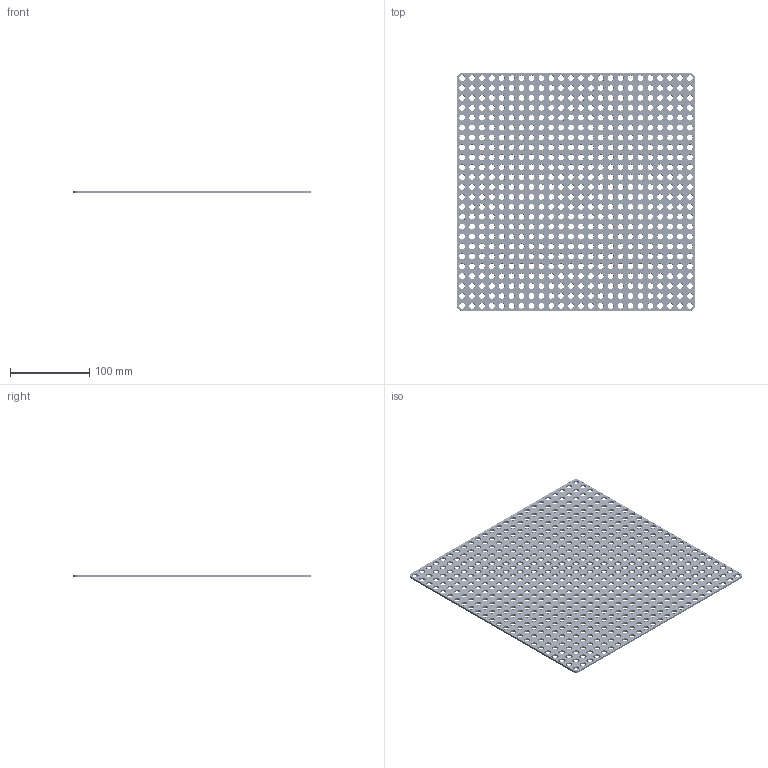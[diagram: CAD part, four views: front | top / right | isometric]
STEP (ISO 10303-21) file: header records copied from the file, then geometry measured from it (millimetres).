
FILE_DESCRIPTION(('FreeCAD Model'),'2;1');
FILE_NAME('Open CASCADE Shape Model','2024-01-31T15:21:24',(''),(''), 'Open CASCADE STEP processor 7.6','FreeCAD','Unknown');
FILE_SCHEMA(('AUTOMOTIVE_DESIGN { 1 0 10303 214 1 1 1 1 }'));
Products named in the file (1): Plate SQR CRNR BU24x00.25 - SPN-PLT-0059 (stemfie.org)
Bounding box: 300 x 300 x 3.12 mm (x, y, z)
Volume: 200519.1 mm3; surface area: 177731 mm2
Topology: 1 solids, 1 shells, 3384 faces, 7151 edges, 4378 vertices
Faces by surface type: cylinder 1160, cone 1160, plane 894, extrusion 170
Full cylindrical faces by diameter (mm): 7 x576, 9.2 x576
Entity records: 190243 total; most frequent: CARTESIAN_POINT 39803, DIRECTION 28997, VECTOR 14439, ORIENTED_EDGE 14302, PCURVE 14302, DEFINITIONAL_REPRESENTATION 14302, LINE 14269, EDGE_CURVE 7151
